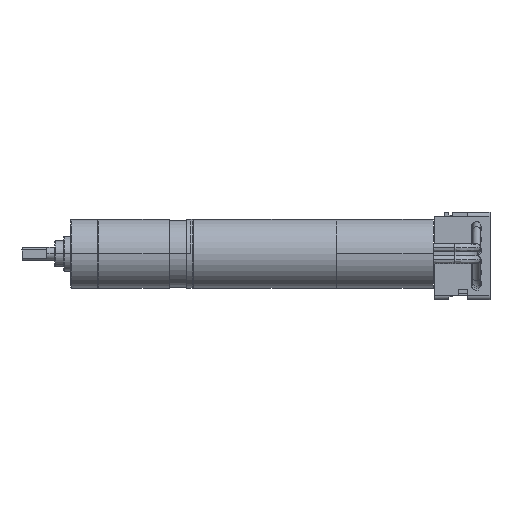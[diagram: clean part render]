
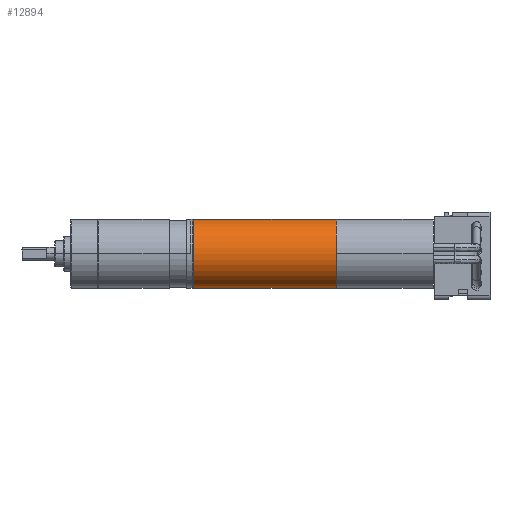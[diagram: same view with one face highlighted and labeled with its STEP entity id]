
A CAD part, top view. The second image highlights one B-rep face of the part: STEP entity #12894.
In plain terms, the highlighted cylindrical face has radius 4 mm (diameter 8 mm), a partial arc.
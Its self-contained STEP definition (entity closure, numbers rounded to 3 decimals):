
#3565=CARTESIAN_POINT('',(20.8,0.,0.));
#3566=DIRECTION('',(1.,0.,0.));
#3567=DIRECTION('',(0.,1.,0.));
#3568=AXIS2_PLACEMENT_3D('',#3565,#3566,#3567);
#3570=DIRECTION('',(-1.,0.,0.));
#3571=VECTOR('',#3570,16.505);
#3572=CARTESIAN_POINT('',(20.8,4.,0.));
#3573=LINE('',#3572,#3571);
#3574=DIRECTION('',(-1.,0.,0.));
#3575=VECTOR('',#3574,16.505);
#3576=CARTESIAN_POINT('',(20.8,-4.,0.));
#3577=LINE('',#3576,#3575);
#3596=CARTESIAN_POINT('',(4.295,0.,0.));
#3597=DIRECTION('',(1.,0.,0.));
#3598=DIRECTION('',(0.,1.,0.));
#3599=AXIS2_PLACEMENT_3D('',#3596,#3597,#3598);
#6529=CARTESIAN_POINT('',(4.295,4.,0.));
#6531=VERTEX_POINT('',#6529);
#6535=CARTESIAN_POINT('',(4.295,-4.,0.));
#6537=VERTEX_POINT('',#6535);
#6549=CARTESIAN_POINT('',(20.8,4.,0.));
#6550=VERTEX_POINT('',#6549);
#6551=CARTESIAN_POINT('',(20.8,-4.,0.));
#6552=VERTEX_POINT('',#6551);
#12880=CARTESIAN_POINT('',(-1.045,0.,0.));
#12881=DIRECTION('',(1.,0.,0.));
#12882=DIRECTION('',(0.,-1.,0.));
#12883=AXIS2_PLACEMENT_3D('',#12880,#12881,#12882);
#12884=CYLINDRICAL_SURFACE('',#12883,4.);
#12886=ORIENTED_EDGE('',*,*,#12885,.F.);
#12887=ORIENTED_EDGE('',*,*,#12868,.T.);
#12889=ORIENTED_EDGE('',*,*,#12888,.T.);
#12891=ORIENTED_EDGE('',*,*,#12890,.F.);
#12892=EDGE_LOOP('',(#12886,#12887,#12889,#12891));
#12893=FACE_OUTER_BOUND('',#12892,.F.);
#12894=ADVANCED_FACE('',(#12893),#12884,.T.);
#3569=CIRCLE('',#3568,4.);
#3600=CIRCLE('',#3599,4.);
#12868=EDGE_CURVE('',#6550,#6552,#3569,.T.);
#12885=EDGE_CURVE('',#6550,#6531,#3573,.T.);
#12888=EDGE_CURVE('',#6552,#6537,#3577,.T.);
#12890=EDGE_CURVE('',#6531,#6537,#3600,.T.);
